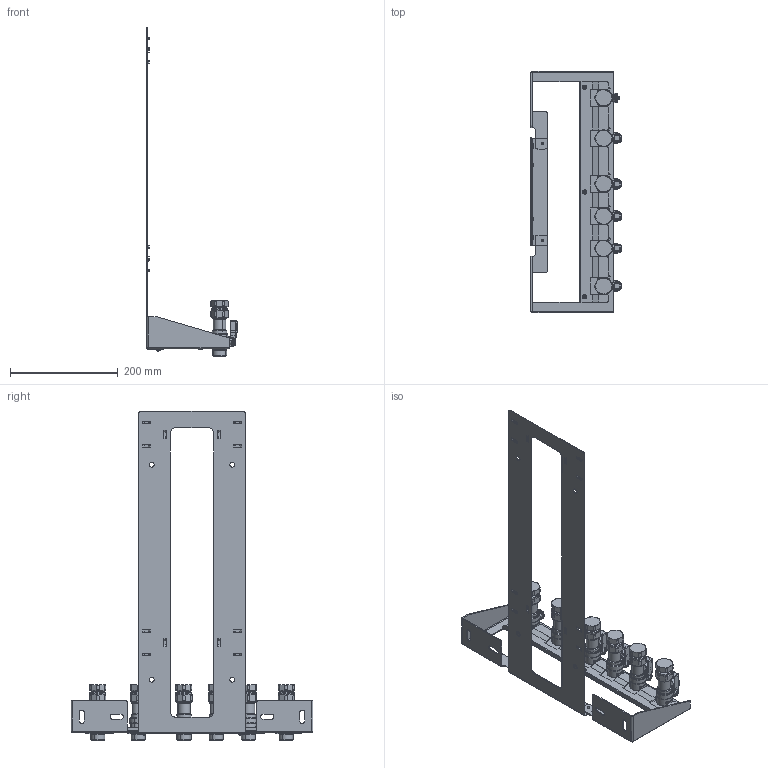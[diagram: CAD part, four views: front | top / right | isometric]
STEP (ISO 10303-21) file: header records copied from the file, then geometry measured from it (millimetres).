
FILE_DESCRIPTION(('CATIA V5 STEP Exchange','CAx-IF Rec.Pracs.--- Model Styling and Organization---1.4--- 2014-01-23','CAx-IF Rec.Pracs.---3D Tessellated Data Validation Properties---0.5---2014-09-14'),'2;1');
FILE_NAME('STEP_789023_-_TST.stp','2020-02-12T10:35:32+00:00',('none'),('none'),'CATIA Version 5-6 Release 2019 SP3','CATIA V5 STEP AP242 v1','none');
FILE_SCHEMA(('AP242_MANAGED_MODEL_BASED_3D_ENGINEERING_MIM_LF {1 0 10303 442 1 1 4}'));
Products named in the file (1): 789023 - TST
Bounding box: 167.5 x 450 x 612.3 mm (x, y, z)
Volume: 643663.7 mm3; surface area: 398236.4 mm2
Topology: 1 solids, 3 shells, 7237 faces, 17225 edges, 9647 vertices
Faces by surface type: bspline 4321, cylinder 1162, plane 743, sphere 438, cone 380, torus 187, revolution 6
Entity records: 452324 total; most frequent: CARTESIAN_POINT 329832, ORIENTED_EDGE 33560, EDGE_CURVE 16780, B_SPLINE_CURVE_WITH_KNOTS 11035, DIRECTION 9805, VERTEX_POINT 9647, EDGE_LOOP 7425, ADVANCED_FACE 7237
